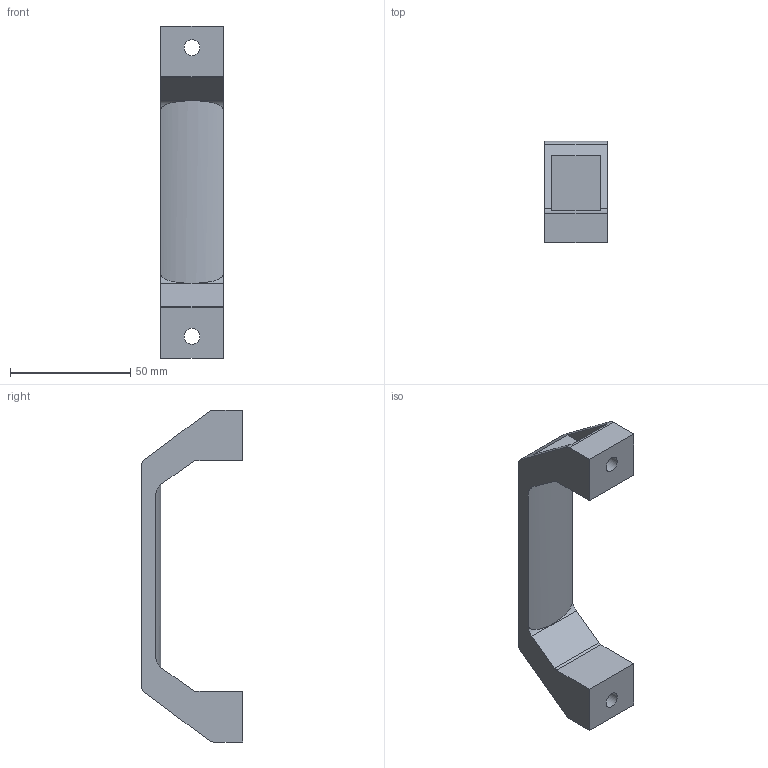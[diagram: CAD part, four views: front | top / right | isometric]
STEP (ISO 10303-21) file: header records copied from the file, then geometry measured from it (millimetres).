
FILE_DESCRIPTION( ( 'STEP AP214' ), '1' );
FILE_NAME( 'K0191.2120061.stp', '2020-11-26T11:40:26', ( '' ), ( '' ), ' ', 'PARTsolutions', ' ' );
FILE_SCHEMA( ( 'AUTOMOTIVE_DESIGN { 1 0 10303 214 1 1 1 1 }' ) );
Length unit declared in the file: millimetre
Products named in the file (1): _K0191.2120061
Bounding box: 26 x 42 x 138 mm (x, y, z)
Volume: 42930 mm3; surface area: 15476.6 mm2
Topology: 1 solids, 1 shells, 36 faces, 98 edges, 64 vertices
Faces by surface type: plane 21, cylinder 13, cone 2
Full cylindrical faces by diameter (mm): 6.6 x2, 12.5 x2
Entity records: 1502 total; most frequent: CARTESIAN_POINT 279, DIRECTION 192, ORIENTED_EDGE 184, EDGE_CURVE 92, AXIS2_PLACEMENT_3D 65, VERTEX_POINT 64, LINE 62, VECTOR 62
